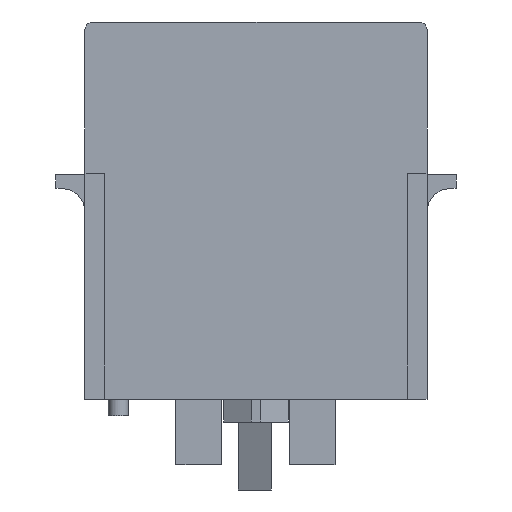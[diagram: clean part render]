
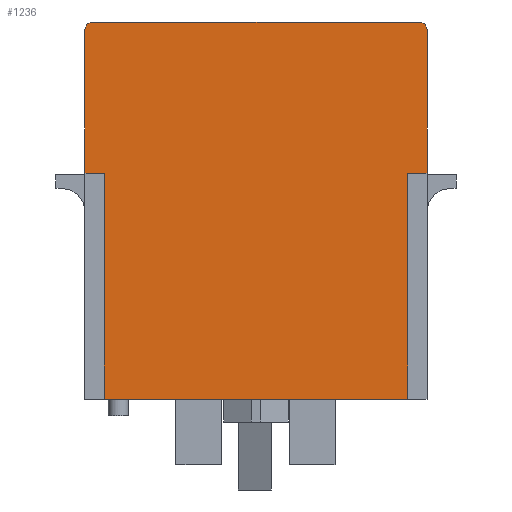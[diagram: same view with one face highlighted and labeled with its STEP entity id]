
A CAD part, left-side view. The second image highlights one B-rep face of the part: STEP entity #1236.
In plain terms, the highlighted planar face has unit normal (-1, 0, 0).
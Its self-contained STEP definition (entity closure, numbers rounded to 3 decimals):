
#1024=CIRCLE('',#5152,1.);
#1025=CIRCLE('',#5153,1.);
#1032=FACE_OUTER_BOUND('',#2313,.T.);
#1236=ADVANCED_FACE('',(#1032),#1452,.F.);
#1452=PLANE('',#5154);
#1633=LINE('',#7208,#1925);
#1648=LINE('',#7497,#1940);
#1649=LINE('',#7503,#1941);
#1650=LINE('',#7505,#1942);
#1651=LINE('',#7507,#1943);
#1652=LINE('',#7509,#1944);
#1653=LINE('',#7511,#1945);
#1654=LINE('',#7513,#1946);
#1925=VECTOR('',#5352,1.);
#1940=VECTOR('',#5381,1.);
#1941=VECTOR('',#5386,1.);
#1942=VECTOR('',#5387,1.);
#1943=VECTOR('',#5388,1.);
#1944=VECTOR('',#5389,1.);
#1945=VECTOR('',#5390,1.);
#1946=VECTOR('',#5391,1.);
#2313=EDGE_LOOP('',(#2681,#2682,#2683,#2684,#2685,#2686,#2687,#2688,#2689,
#2690));
#2681=ORIENTED_EDGE('',*,*,#4133,.F.);
#2682=ORIENTED_EDGE('',*,*,#4134,.T.);
#2683=ORIENTED_EDGE('',*,*,#4085,.T.);
#2684=ORIENTED_EDGE('',*,*,#4135,.T.);
#2685=ORIENTED_EDGE('',*,*,#4136,.F.);
#2686=ORIENTED_EDGE('',*,*,#4137,.F.);
#2687=ORIENTED_EDGE('',*,*,#4138,.T.);
#2688=ORIENTED_EDGE('',*,*,#4139,.F.);
#2689=ORIENTED_EDGE('',*,*,#4140,.F.);
#2690=ORIENTED_EDGE('',*,*,#4141,.F.);
#3716=VERTEX_POINT('',#7202);
#3719=VERTEX_POINT('',#7207);
#3763=VERTEX_POINT('',#7498);
#3764=VERTEX_POINT('',#7499);
#3765=VERTEX_POINT('',#7502);
#3766=VERTEX_POINT('',#7504);
#3767=VERTEX_POINT('',#7506);
#3768=VERTEX_POINT('',#7508);
#3769=VERTEX_POINT('',#7510);
#3770=VERTEX_POINT('',#7512);
#4085=EDGE_CURVE('',#3716,#3719,#1633,.T.);
#4133=EDGE_CURVE('',#3763,#3764,#1648,.T.);
#4134=EDGE_CURVE('',#3763,#3716,#1024,.T.);
#4135=EDGE_CURVE('',#3719,#3765,#1025,.T.);
#4136=EDGE_CURVE('',#3766,#3765,#1649,.T.);
#4137=EDGE_CURVE('',#3767,#3766,#1650,.T.);
#4138=EDGE_CURVE('',#3767,#3768,#1651,.T.);
#4139=EDGE_CURVE('',#3769,#3768,#1652,.T.);
#4140=EDGE_CURVE('',#3770,#3769,#1653,.T.);
#4141=EDGE_CURVE('',#3764,#3770,#1654,.T.);
#5152=AXIS2_PLACEMENT_3D('',#7500,#5382,#5383);
#5153=AXIS2_PLACEMENT_3D('',#7501,#5384,#5385);
#5154=AXIS2_PLACEMENT_3D('',#7514,#5392,#5393);
#5352=DIRECTION('',(0.,1.,0.));
#5381=DIRECTION('',(0.,0.,-1.));
#5382=DIRECTION('',(-1.,0.,0.));
#5383=DIRECTION('',(0.,-1.,0.));
#5384=DIRECTION('',(-1.,0.,0.));
#5385=DIRECTION('',(0.,-1.,0.));
#5386=DIRECTION('',(0.,0.,1.));
#5387=DIRECTION('',(0.,1.,0.));
#5388=DIRECTION('',(0.,0.,-1.));
#5389=DIRECTION('',(0.,1.,0.));
#5390=DIRECTION('',(0.,0.,-1.));
#5391=DIRECTION('',(0.,1.,0.));
#5392=DIRECTION('',(1.,0.,0.));
#5393=DIRECTION('',(0.,1.,0.));
#7202=CARTESIAN_POINT('',(0.,4.8,61.3));
#7207=CARTESIAN_POINT('',(0.,47.6,61.3));
#7208=CARTESIAN_POINT('',(0.,13.699,61.3));
#7497=CARTESIAN_POINT('',(0.,3.8,16.158));
#7498=CARTESIAN_POINT('',(0.,3.8,60.3));
#7499=CARTESIAN_POINT('',(0.,3.8,41.5));
#7500=CARTESIAN_POINT('',(0.,4.8,60.3));
#7501=CARTESIAN_POINT('',(0.,47.6,60.3));
#7502=CARTESIAN_POINT('',(0.,48.6,60.3));
#7503=CARTESIAN_POINT('',(0.,48.6,36.1));
#7504=CARTESIAN_POINT('',(0.,48.6,41.5));
#7505=CARTESIAN_POINT('',(0.,45.85,41.5));
#7506=CARTESIAN_POINT('',(0.,46.05,41.5));
#7507=CARTESIAN_POINT('',(0.,46.05,29.048));
#7508=CARTESIAN_POINT('',(0.,46.05,11.9));
#7509=CARTESIAN_POINT('',(0.,39.485,11.9));
#7510=CARTESIAN_POINT('',(0.,6.35,11.9));
#7511=CARTESIAN_POINT('',(0.,6.35,16.158));
#7512=CARTESIAN_POINT('',(0.,6.35,41.5));
#7513=CARTESIAN_POINT('',(0.,45.85,41.5));
#7514=CARTESIAN_POINT('',(0.,13.699,29.048));
